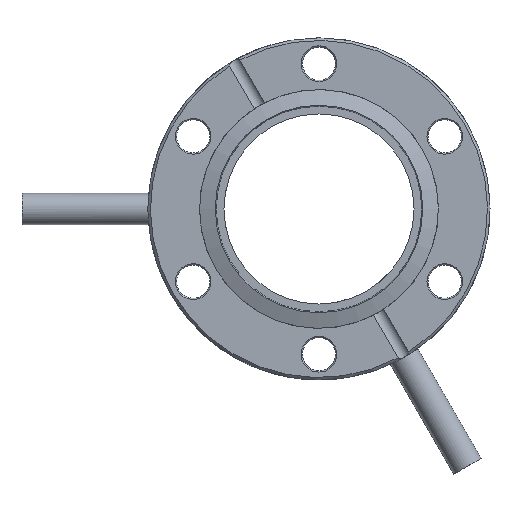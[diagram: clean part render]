
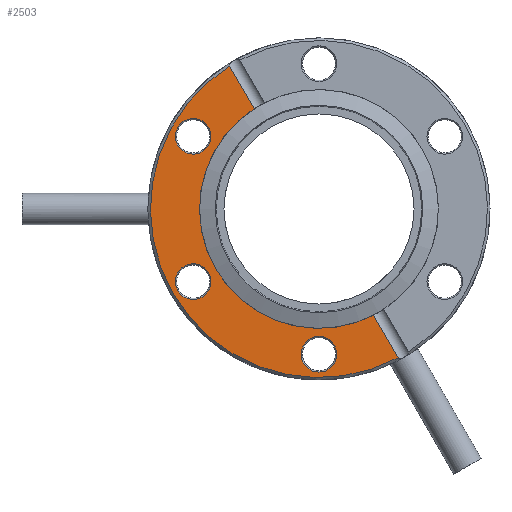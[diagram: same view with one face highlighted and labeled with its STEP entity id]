
A CAD part, left-side view. The second image highlights one B-rep face of the part: STEP entity #2503.
In plain terms, the highlighted face is planar.
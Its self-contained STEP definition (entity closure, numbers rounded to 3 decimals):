
#124=FACE_BOUND('',#553,.T.);
#125=FACE_BOUND('',#554,.T.);
#126=FACE_BOUND('',#555,.T.);
#177=PLANE('',#2761);
#216=CIRCLE('',#2635,34.05);
#263=CIRCLE('',#2762,24.13);
#264=CIRCLE('',#2763,3.6);
#265=CIRCLE('',#2764,3.6);
#266=CIRCLE('',#2765,3.6);
#399=FACE_OUTER_BOUND('',#552,.T.);
#552=EDGE_LOOP('',(#2213,#2214,#2215,#2216));
#553=EDGE_LOOP('',(#2217));
#554=EDGE_LOOP('',(#2218));
#555=EDGE_LOOP('',(#2219));
#612=LINE('',#4411,#756);
#711=LINE('',#5962,#855);
#756=VECTOR('',#2972,10.);
#855=VECTOR('',#3237,10.);
#1025=VERTEX_POINT('',#3680);
#1026=VERTEX_POINT('',#3689);
#1107=VERTEX_POINT('',#4410);
#1206=VERTEX_POINT('',#5947);
#1210=VERTEX_POINT('',#5973);
#1211=VERTEX_POINT('',#5975);
#1212=VERTEX_POINT('',#5977);
#1282=EDGE_CURVE('',#1025,#1026,#216,.T.);
#1368=EDGE_CURVE('',#1107,#1026,#612,.T.);
#1553=EDGE_CURVE('',#1025,#1206,#711,.T.);
#1558=EDGE_CURVE('',#1107,#1206,#263,.T.);
#1559=EDGE_CURVE('',#1210,#1210,#264,.T.);
#1560=EDGE_CURVE('',#1211,#1211,#265,.T.);
#1561=EDGE_CURVE('',#1212,#1212,#266,.T.);
#2213=ORIENTED_EDGE('',*,*,#1282,.F.);
#2214=ORIENTED_EDGE('',*,*,#1553,.T.);
#2215=ORIENTED_EDGE('',*,*,#1558,.F.);
#2216=ORIENTED_EDGE('',*,*,#1368,.T.);
#2217=ORIENTED_EDGE('',*,*,#1559,.F.);
#2218=ORIENTED_EDGE('',*,*,#1560,.F.);
#2219=ORIENTED_EDGE('',*,*,#1561,.F.);
#2503=ADVANCED_FACE('',(#399,#124,#125,#126),#177,.T.);
#2635=AXIS2_PLACEMENT_3D('',#3690,#2883,#2884);
#2761=AXIS2_PLACEMENT_3D('',#5971,#3248,#3249);
#2762=AXIS2_PLACEMENT_3D('',#5972,#3250,#3251);
#2763=AXIS2_PLACEMENT_3D('',#5974,#3252,#3253);
#2764=AXIS2_PLACEMENT_3D('',#5976,#3254,#3255);
#2765=AXIS2_PLACEMENT_3D('',#5978,#3256,#3257);
#2883=DIRECTION('center_axis',(0.,-1.,0.));
#2884=DIRECTION('ref_axis',(-1.,0.,0.));
#2972=DIRECTION('',(1.,0.,0.));
#3237=DIRECTION('',(1.,0.,0.));
#3248=DIRECTION('center_axis',(0.,1.,0.));
#3249=DIRECTION('ref_axis',(0.,0.,1.));
#3250=DIRECTION('center_axis',(0.,1.,0.));
#3251=DIRECTION('ref_axis',(1.,0.,0.));
#3252=DIRECTION('center_axis',(0.,1.,0.));
#3253=DIRECTION('ref_axis',(-0.5,0.,-0.866));
#3254=DIRECTION('center_axis',(0.,1.,0.));
#3255=DIRECTION('ref_axis',(-0.5,0.,0.866));
#3256=DIRECTION('center_axis',(0.,1.,0.));
#3257=DIRECTION('ref_axis',(-1.,0.,0.));
#3680=CARTESIAN_POINT('',(-34.029,12.7,-1.2));
#3689=CARTESIAN_POINT('',(34.029,12.7,-1.2));
#3690=CARTESIAN_POINT('Origin',(0.,12.7,0.));
#4410=CARTESIAN_POINT('',(24.1,12.7,-1.2));
#4411=CARTESIAN_POINT('',(34.55,12.7,-1.2));
#5947=CARTESIAN_POINT('',(-24.1,12.7,-1.2));
#5962=CARTESIAN_POINT('',(34.55,12.7,-1.2));
#5971=CARTESIAN_POINT('Origin',(-24.13,12.7,0.));
#5972=CARTESIAN_POINT('Origin',(0.,12.7,0.));
#5973=CARTESIAN_POINT('',(27.218,12.7,-11.557));
#5974=CARTESIAN_POINT('Origin',(25.418,12.7,-14.675));
#5975=CARTESIAN_POINT('',(-23.618,12.7,-17.793));
#5976=CARTESIAN_POINT('Origin',(-25.418,12.7,-14.675));
#5977=CARTESIAN_POINT('',(3.6,12.7,-29.35));
#5978=CARTESIAN_POINT('Origin',(0.,12.7,-29.35));
